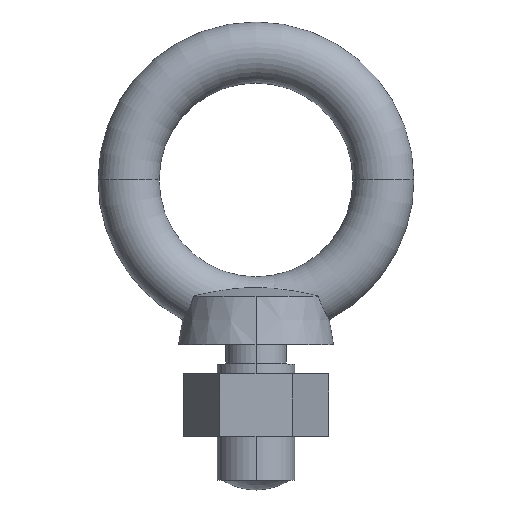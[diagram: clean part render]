
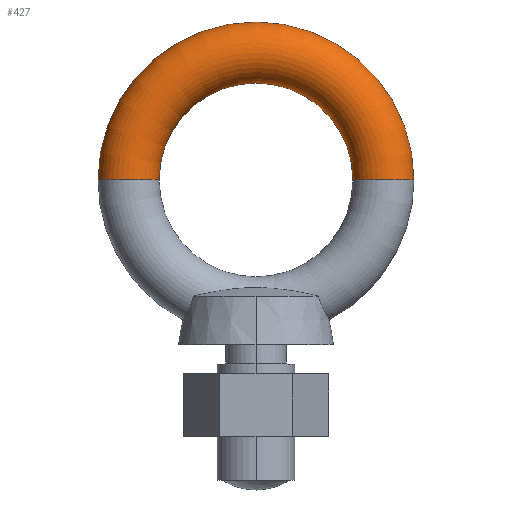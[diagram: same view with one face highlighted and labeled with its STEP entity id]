
A CAD part, top view. The second image highlights one B-rep face of the part: STEP entity #427.
In plain terms, the highlighted toroidal (fillet/blend) face has major radius 13.15 mm and minor radius 3.15 mm.
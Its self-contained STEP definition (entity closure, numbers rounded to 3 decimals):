
#13 = EDGE_CURVE ( 'NONE', #164, #130, #328, .T. ) ;
#14 = ORIENTED_EDGE ( 'NONE', *, *, #58, .T. ) ;
#43 = ORIENTED_EDGE ( 'NONE', *, *, #44, .T. ) ;
#44 = EDGE_CURVE ( 'NONE', #131, #227, #450, .T. ) ;
#58 = EDGE_CURVE ( 'NONE', #164, #131, #425, .T. ) ;
#130 = VERTEX_POINT ( 'NONE', #614 ) ;
#131 = VERTEX_POINT ( 'NONE', #613 ) ;
#156 = EDGE_CURVE ( 'NONE', #130, #227, #643, .T. ) ;
#164 = VERTEX_POINT ( 'NONE', #513 ) ;
#227 = VERTEX_POINT ( 'NONE', #631 ) ;
#257 = EDGE_LOOP ( 'NONE', ( #428, #337, #14, #43 ) ) ;
#324 = DIRECTION ( 'NONE',  ( 0., 0., -1. ) ) ;
#325 = DIRECTION ( 'NONE',  ( 0., -1., 0. ) ) ;
#326 = CARTESIAN_POINT ( 'NONE',  ( -13.15, 0., 0. ) ) ;
#327 = AXIS2_PLACEMENT_3D ( 'NONE', #326, #325, #324 ) ;
#328 = CIRCLE ( 'NONE', #327, 3.15 ) ;
#337 = ORIENTED_EDGE ( 'NONE', *, *, #13, .F. ) ;
#356 = DIRECTION ( 'NONE',  ( -1., 0., 0. ) ) ;
#422 = DIRECTION ( 'NONE',  ( 0., 0., -1. ) ) ;
#423 = CARTESIAN_POINT ( 'NONE',  ( 0., 0., 0. ) ) ;
#424 = AXIS2_PLACEMENT_3D ( 'NONE', #423, #422, #356 ) ;
#425 = CIRCLE ( 'NONE', #424, 10. ) ;
#427 = ADVANCED_FACE ( 'NONE', ( #798 ), #797, .T. ) ;
#428 = ORIENTED_EDGE ( 'NONE', *, *, #156, .F. ) ;
#447 = DIRECTION ( 'NONE',  ( -1., 0., 0. ) ) ;
#448 = DIRECTION ( 'NONE',  ( 0., 1., 0. ) ) ;
#449 = AXIS2_PLACEMENT_3D ( 'NONE', #455, #448, #447 ) ;
#450 = CIRCLE ( 'NONE', #449, 3.15 ) ;
#455 = CARTESIAN_POINT ( 'NONE',  ( 13.15, 0., 0. ) ) ;
#513 = CARTESIAN_POINT ( 'NONE',  ( -10., 0., 0. ) ) ;
#613 = CARTESIAN_POINT ( 'NONE',  ( 10., 0., 0. ) ) ;
#614 = CARTESIAN_POINT ( 'NONE',  ( -16.3, 0., 0. ) ) ;
#631 = CARTESIAN_POINT ( 'NONE',  ( 16.3, 0., 0. ) ) ;
#639 = DIRECTION ( 'NONE',  ( -1., 0., 0. ) ) ;
#640 = DIRECTION ( 'NONE',  ( 0., 0., -1. ) ) ;
#641 = CARTESIAN_POINT ( 'NONE',  ( 0., 0., 0. ) ) ;
#642 = AXIS2_PLACEMENT_3D ( 'NONE', #641, #640, #639 ) ;
#643 = CIRCLE ( 'NONE', #642, 16.3 ) ;
#793 = DIRECTION ( 'NONE',  ( -1., 0., 0. ) ) ;
#794 = DIRECTION ( 'NONE',  ( 0., 0., -1. ) ) ;
#795 = CARTESIAN_POINT ( 'NONE',  ( 0., 0., 0. ) ) ;
#796 = AXIS2_PLACEMENT_3D ( 'NONE', #795, #794, #793 ) ;
#797 = TOROIDAL_SURFACE ( 'NONE', #796, 13.15, 3.15 ) ;
#798 = FACE_OUTER_BOUND ( 'NONE', #257, .T. ) ;
